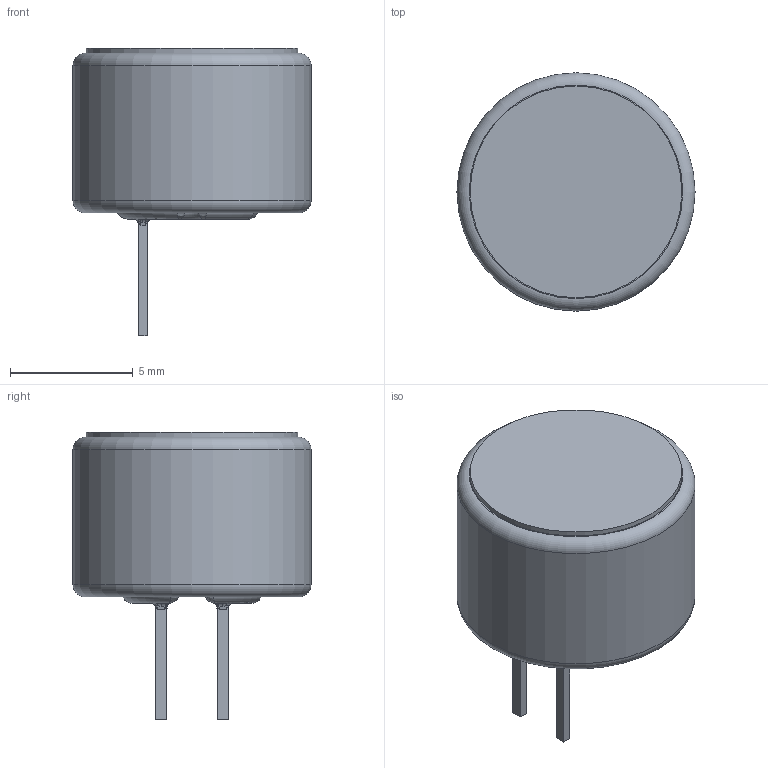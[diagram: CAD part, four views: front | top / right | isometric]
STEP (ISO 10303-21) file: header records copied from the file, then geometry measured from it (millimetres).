
FILE_DESCRIPTION(/* description */ (''),/* implementation_level */ '2;1');
FILE_NAME(/* name */ 'AOM-6738P-R.ipt.stp',/* time_stamp */ '2020-05-28T12:28:43-04:00',/* author */ ('pitzer'),/* organization */ (''),/* preprocessor_version */ 'ST-DEVELOPER v16.1',/* originating_system */ 'Autodesk Inventor 2016',/* authorisation */ '');
FILE_SCHEMA (('AUTOMOTIVE_DESIGN { 1 0 10303 214 3 1 1 }'));
Length unit declared in the file: millimetre
Products named in the file (1): AOM-6738P-R
Bounding box: 9.7 x 9.7 x 11.7 mm (x, y, z)
Volume: 488.5 mm3; surface area: 365.1 mm2
Topology: 1 solids, 1 shells, 122 faces, 301 edges, 182 vertices
Faces by surface type: cylinder 42, plane 41, bspline 28, torus 11
Full cylindrical faces by diameter (mm): 8.625 x1, 9.7 x1
Entity records: 4083 total; most frequent: CARTESIAN_POINT 1227, DIRECTION 604, ORIENTED_EDGE 586, EDGE_CURVE 293, AXIS2_PLACEMENT_3D 246, VERTEX_POINT 181, EDGE_LOOP 130, CIRCLE 123
